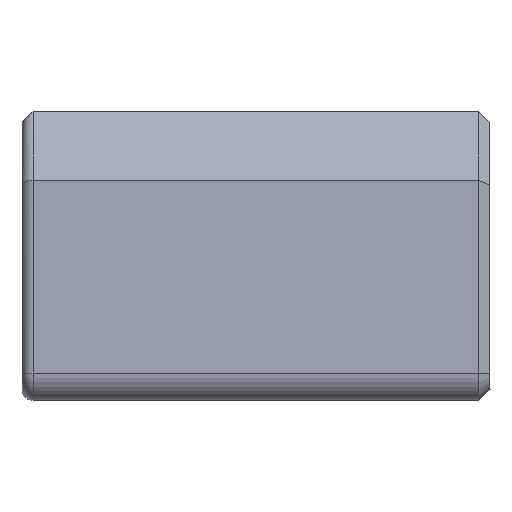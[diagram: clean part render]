
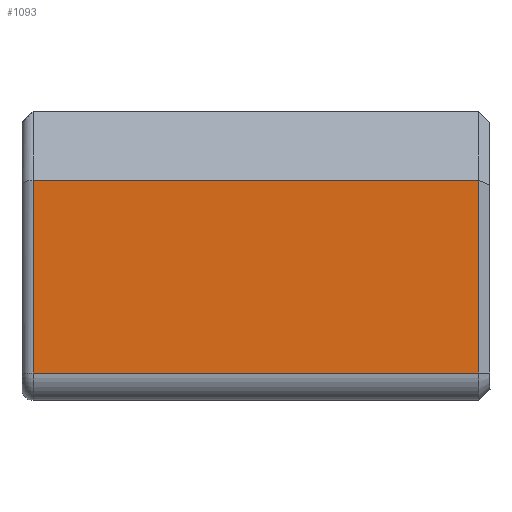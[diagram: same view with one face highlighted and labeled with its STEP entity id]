
A CAD part, left-side view. The second image highlights one B-rep face of the part: STEP entity #1093.
In plain terms, the highlighted planar face has unit normal (-1, 0, 0).
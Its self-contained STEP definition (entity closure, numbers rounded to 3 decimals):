
#95=PLANE('',#1199);
#147=FACE_OUTER_BOUND('',#214,.T.);
#214=EDGE_LOOP('',(#934,#935,#936,#937));
#275=LINE('',#1696,#366);
#276=LINE('',#1699,#367);
#296=LINE('',#1745,#387);
#298=LINE('',#2066,#389);
#366=VECTOR('',#1352,10.);
#367=VECTOR('',#1355,10.);
#387=VECTOR('',#1397,10.);
#389=VECTOR('',#1411,10.);
#498=VERTEX_POINT('',#1666);
#505=VERTEX_POINT('',#1692);
#506=VERTEX_POINT('',#1698);
#521=VERTEX_POINT('',#1743);
#623=EDGE_CURVE('',#505,#498,#275,.T.);
#624=EDGE_CURVE('',#506,#505,#276,.T.);
#648=EDGE_CURVE('',#498,#521,#296,.T.);
#665=EDGE_CURVE('',#521,#506,#298,.T.);
#934=ORIENTED_EDGE('',*,*,#623,.T.);
#935=ORIENTED_EDGE('',*,*,#648,.T.);
#936=ORIENTED_EDGE('',*,*,#665,.T.);
#937=ORIENTED_EDGE('',*,*,#624,.T.);
#1093=ADVANCED_FACE('',(#147),#95,.F.);
#1199=AXIS2_PLACEMENT_3D('',#2172,#1452,#1453);
#1352=DIRECTION('',(0.,0.,1.));
#1355=DIRECTION('',(0.,-1.,0.));
#1397=DIRECTION('',(0.,1.,0.));
#1411=DIRECTION('',(0.,0.,-1.));
#1452=DIRECTION('center_axis',(1.,0.,0.));
#1453=DIRECTION('ref_axis',(0.,0.,-1.));
#1666=CARTESIAN_POINT('',(101.772,154.1,24.116));
#1692=CARTESIAN_POINT('',(101.772,154.1,17.116));
#1696=CARTESIAN_POINT('',(101.772,154.1,23.991));
#1698=CARTESIAN_POINT('',(101.772,170.3,17.115));
#1699=CARTESIAN_POINT('',(101.772,151.7,17.116));
#1743=CARTESIAN_POINT('',(101.772,170.3,24.115));
#1745=CARTESIAN_POINT('',(101.772,151.7,24.116));
#2066=CARTESIAN_POINT('',(101.772,170.3,23.99));
#2172=CARTESIAN_POINT('Origin',(101.772,151.7,26.616));
